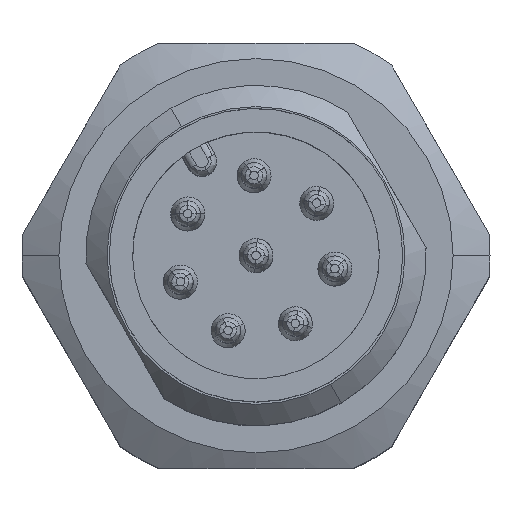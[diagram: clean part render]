
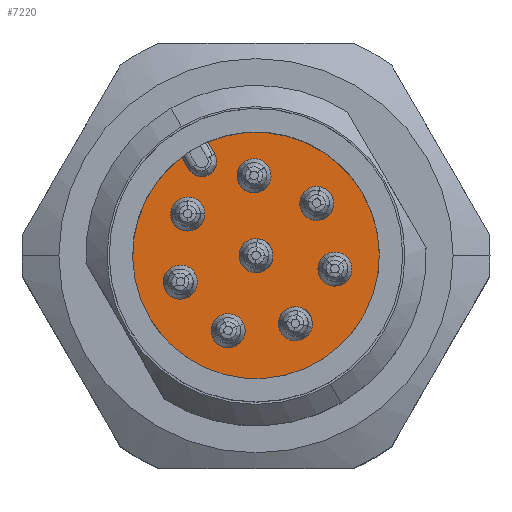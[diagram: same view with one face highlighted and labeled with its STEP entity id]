
A CAD part, top view. The second image highlights one B-rep face of the part: STEP entity #7220.
In plain terms, the highlighted planar face has unit normal (0, 0, 1).
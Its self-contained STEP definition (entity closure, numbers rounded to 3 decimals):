
#364=AXIS2_PLACEMENT_3D('Plane Axis2P3D',#361,#362,#363) ;
#6892=AXIS2_PLACEMENT_3D('Circle Axis2P3D',#6890,#6891,$) ;
#6923=AXIS2_PLACEMENT_3D('Circle Axis2P3D',#6921,#6922,$) ;
#6983=AXIS2_PLACEMENT_3D('Circle Axis2P3D',#6981,#6982,$) ;
#7058=AXIS2_PLACEMENT_3D('Circle Axis2P3D',#7056,#7057,$) ;
#7078=AXIS2_PLACEMENT_3D('Circle Axis2P3D',#7076,#7077,$) ;
#7087=AXIS2_PLACEMENT_3D('Circle Axis2P3D',#7085,#7086,$) ;
#7096=AXIS2_PLACEMENT_3D('Circle Axis2P3D',#7094,#7095,$) ;
#7105=AXIS2_PLACEMENT_3D('Circle Axis2P3D',#7103,#7104,$) ;
#7114=AXIS2_PLACEMENT_3D('Circle Axis2P3D',#7112,#7113,$) ;
#7123=AXIS2_PLACEMENT_3D('Circle Axis2P3D',#7121,#7122,$) ;
#7132=AXIS2_PLACEMENT_3D('Circle Axis2P3D',#7130,#7131,$) ;
#7141=AXIS2_PLACEMENT_3D('Circle Axis2P3D',#7139,#7140,$) ;
#7150=AXIS2_PLACEMENT_3D('Circle Axis2P3D',#7148,#7149,$) ;
#7159=AXIS2_PLACEMENT_3D('Circle Axis2P3D',#7157,#7158,$) ;
#7168=AXIS2_PLACEMENT_3D('Circle Axis2P3D',#7166,#7167,$) ;
#7177=AXIS2_PLACEMENT_3D('Circle Axis2P3D',#7175,#7176,$) ;
#7186=AXIS2_PLACEMENT_3D('Circle Axis2P3D',#7184,#7185,$) ;
#7195=AXIS2_PLACEMENT_3D('Circle Axis2P3D',#7193,#7194,$) ;
#7204=AXIS2_PLACEMENT_3D('Circle Axis2P3D',#7202,#7203,$) ;
#7213=AXIS2_PLACEMENT_3D('Circle Axis2P3D',#7211,#7212,$) ;
#361=CARTESIAN_POINT('Axis2P3D Location',(5.5,5.,15.)) ;
#6890=CARTESIAN_POINT('Axis2P3D Location',(5.5,5.,15.)) ;
#6894=CARTESIAN_POINT('Vertex',(8.011,6.45,15.)) ;
#6896=CARTESIAN_POINT('Vertex',(2.989,3.55,15.)) ;
#6921=CARTESIAN_POINT('Axis2P3D Location',(5.5,5.,15.)) ;
#6925=CARTESIAN_POINT('Vertex',(3.757,7.318,15.)) ;
#6978=CARTESIAN_POINT('Vertex',(4.364,7.668,15.)) ;
#6981=CARTESIAN_POINT('Axis2P3D Location',(5.5,5.,15.)) ;
#7049=CARTESIAN_POINT('Line Origine',(4.446,7.526,15.)) ;
#7053=CARTESIAN_POINT('Vertex',(4.528,7.383,15.)) ;
#7056=CARTESIAN_POINT('Axis2P3D Location',(4.225,7.208,15.)) ;
#7060=CARTESIAN_POINT('Vertex',(3.922,7.033,15.)) ;
#7063=CARTESIAN_POINT('Line Origine',(3.84,7.176,15.)) ;
#7076=CARTESIAN_POINT('Axis2P3D Location',(6.927,6.228,15.)) ;
#7080=CARTESIAN_POINT('Vertex',(7.005,6.62,15.)) ;
#7082=CARTESIAN_POINT('Vertex',(6.849,5.836,15.)) ;
#7085=CARTESIAN_POINT('Axis2P3D Location',(6.927,6.228,15.)) ;
#7094=CARTESIAN_POINT('Axis2P3D Location',(5.454,6.879,15.)) ;
#7098=CARTESIAN_POINT('Vertex',(5.211,7.197,15.)) ;
#7100=CARTESIAN_POINT('Vertex',(5.697,6.561,15.)) ;
#7103=CARTESIAN_POINT('Axis2P3D Location',(5.454,6.879,15.)) ;
#7112=CARTESIAN_POINT('Axis2P3D Location',(5.5,5.,15.)) ;
#7116=CARTESIAN_POINT('Vertex',(5.53,5.399,15.)) ;
#7118=CARTESIAN_POINT('Vertex',(5.47,4.601,15.)) ;
#7121=CARTESIAN_POINT('Axis2P3D Location',(5.5,5.,15.)) ;
#7130=CARTESIAN_POINT('Axis2P3D Location',(3.896,5.979,15.)) ;
#7134=CARTESIAN_POINT('Vertex',(3.496,5.974,15.)) ;
#7136=CARTESIAN_POINT('Vertex',(4.296,5.984,15.)) ;
#7139=CARTESIAN_POINT('Axis2P3D Location',(3.896,5.979,15.)) ;
#7148=CARTESIAN_POINT('Axis2P3D Location',(3.723,4.378,15.)) ;
#7152=CARTESIAN_POINT('Vertex',(3.987,4.078,15.)) ;
#7154=CARTESIAN_POINT('Vertex',(3.459,4.678,15.)) ;
#7157=CARTESIAN_POINT('Axis2P3D Location',(3.723,4.378,15.)) ;
#7166=CARTESIAN_POINT('Axis2P3D Location',(7.356,4.686,15.)) ;
#7170=CARTESIAN_POINT('Vertex',(7.628,4.393,15.)) ;
#7172=CARTESIAN_POINT('Vertex',(7.084,4.979,15.)) ;
#7175=CARTESIAN_POINT('Axis2P3D Location',(7.356,4.686,15.)) ;
#7184=CARTESIAN_POINT('Axis2P3D Location',(6.425,3.398,15.)) ;
#7188=CARTESIAN_POINT('Vertex',(6.817,3.317,15.)) ;
#7190=CARTESIAN_POINT('Vertex',(6.033,3.479,15.)) ;
#7193=CARTESIAN_POINT('Axis2P3D Location',(6.425,3.398,15.)) ;
#7202=CARTESIAN_POINT('Axis2P3D Location',(4.844,3.236,15.)) ;
#7206=CARTESIAN_POINT('Vertex',(4.479,3.073,15.)) ;
#7208=CARTESIAN_POINT('Vertex',(5.21,3.398,15.)) ;
#7211=CARTESIAN_POINT('Axis2P3D Location',(4.844,3.236,15.)) ;
#362=DIRECTION('Axis2P3D Direction',(0.,0.,-1.)) ;
#363=DIRECTION('Axis2P3D XDirection',(0.5,-0.866,0.)) ;
#6891=DIRECTION('Axis2P3D Direction',(0.,0.,-1.)) ;
#6922=DIRECTION('Axis2P3D Direction',(0.,0.,-1.)) ;
#6982=DIRECTION('Axis2P3D Direction',(0.,0.,-1.)) ;
#7050=DIRECTION('Vector Direction',(0.5,-0.866,0.)) ;
#7057=DIRECTION('Axis2P3D Direction',(0.,0.,-1.)) ;
#7064=DIRECTION('Vector Direction',(-0.5,0.866,0.)) ;
#7077=DIRECTION('Axis2P3D Direction',(0.,0.,-1.)) ;
#7086=DIRECTION('Axis2P3D Direction',(0.,0.,-1.)) ;
#7095=DIRECTION('Axis2P3D Direction',(0.,0.,-1.)) ;
#7104=DIRECTION('Axis2P3D Direction',(0.,0.,-1.)) ;
#7113=DIRECTION('Axis2P3D Direction',(0.,0.,-1.)) ;
#7122=DIRECTION('Axis2P3D Direction',(0.,0.,-1.)) ;
#7131=DIRECTION('Axis2P3D Direction',(0.,0.,-1.)) ;
#7140=DIRECTION('Axis2P3D Direction',(0.,0.,-1.)) ;
#7149=DIRECTION('Axis2P3D Direction',(0.,0.,-1.)) ;
#7158=DIRECTION('Axis2P3D Direction',(0.,0.,-1.)) ;
#7167=DIRECTION('Axis2P3D Direction',(0.,0.,-1.)) ;
#7176=DIRECTION('Axis2P3D Direction',(0.,0.,-1.)) ;
#7185=DIRECTION('Axis2P3D Direction',(0.,0.,-1.)) ;
#7194=DIRECTION('Axis2P3D Direction',(0.,0.,-1.)) ;
#7203=DIRECTION('Axis2P3D Direction',(0.,0.,-1.)) ;
#7212=DIRECTION('Axis2P3D Direction',(0.,0.,-1.)) ;
#7051=VECTOR('Line Direction',#7050,1.) ;
#7065=VECTOR('Line Direction',#7064,1.) ;
#7069=ORIENTED_EDGE('',*,*,#7055,.T.) ;
#7070=ORIENTED_EDGE('',*,*,#7062,.T.) ;
#7071=ORIENTED_EDGE('',*,*,#7067,.T.) ;
#7072=ORIENTED_EDGE('',*,*,#6927,.F.) ;
#7073=ORIENTED_EDGE('',*,*,#6898,.F.) ;
#7074=ORIENTED_EDGE('',*,*,#6985,.F.) ;
#7091=ORIENTED_EDGE('',*,*,#7084,.T.) ;
#7092=ORIENTED_EDGE('',*,*,#7089,.T.) ;
#7109=ORIENTED_EDGE('',*,*,#7102,.T.) ;
#7110=ORIENTED_EDGE('',*,*,#7107,.T.) ;
#7127=ORIENTED_EDGE('',*,*,#7120,.T.) ;
#7128=ORIENTED_EDGE('',*,*,#7125,.T.) ;
#7145=ORIENTED_EDGE('',*,*,#7138,.T.) ;
#7146=ORIENTED_EDGE('',*,*,#7143,.T.) ;
#7163=ORIENTED_EDGE('',*,*,#7156,.T.) ;
#7164=ORIENTED_EDGE('',*,*,#7161,.T.) ;
#7181=ORIENTED_EDGE('',*,*,#7174,.T.) ;
#7182=ORIENTED_EDGE('',*,*,#7179,.T.) ;
#7199=ORIENTED_EDGE('',*,*,#7192,.T.) ;
#7200=ORIENTED_EDGE('',*,*,#7197,.T.) ;
#7217=ORIENTED_EDGE('',*,*,#7210,.T.) ;
#7218=ORIENTED_EDGE('',*,*,#7215,.T.) ;
#7093=FACE_BOUND('',#7090,.T.) ;
#7111=FACE_BOUND('',#7108,.T.) ;
#7129=FACE_BOUND('',#7126,.T.) ;
#7147=FACE_BOUND('',#7144,.T.) ;
#7165=FACE_BOUND('',#7162,.T.) ;
#7183=FACE_BOUND('',#7180,.T.) ;
#7201=FACE_BOUND('',#7198,.T.) ;
#7219=FACE_BOUND('',#7216,.T.) ;
#7220=ADVANCED_FACE('Hauptkoerper',(#7075,#7093,#7111,#7129,#7147,#7165,#7183,#7201,#7219),#365,.F.) ;
#6893=CIRCLE('generated circle',#6892,2.9) ;
#6924=CIRCLE('generated circle',#6923,2.9) ;
#6984=CIRCLE('generated circle',#6983,2.9) ;
#7059=CIRCLE('generated circle',#7058,0.35) ;
#7079=CIRCLE('generated circle',#7078,0.4) ;
#7088=CIRCLE('generated circle',#7087,0.4) ;
#7097=CIRCLE('generated circle',#7096,0.4) ;
#7106=CIRCLE('generated circle',#7105,0.4) ;
#7115=CIRCLE('generated circle',#7114,0.4) ;
#7124=CIRCLE('generated circle',#7123,0.4) ;
#7133=CIRCLE('generated circle',#7132,0.4) ;
#7142=CIRCLE('generated circle',#7141,0.4) ;
#7151=CIRCLE('generated circle',#7150,0.4) ;
#7160=CIRCLE('generated circle',#7159,0.4) ;
#7169=CIRCLE('generated circle',#7168,0.4) ;
#7178=CIRCLE('generated circle',#7177,0.4) ;
#7187=CIRCLE('generated circle',#7186,0.4) ;
#7196=CIRCLE('generated circle',#7195,0.4) ;
#7205=CIRCLE('generated circle',#7204,0.4) ;
#7214=CIRCLE('generated circle',#7213,0.4) ;
#6898=EDGE_CURVE('',#6895,#6897,#6893,.T.) ;
#6927=EDGE_CURVE('',#6897,#6926,#6924,.T.) ;
#6985=EDGE_CURVE('',#6979,#6895,#6984,.T.) ;
#7055=EDGE_CURVE('',#6979,#7054,#7052,.T.) ;
#7062=EDGE_CURVE('',#7054,#7061,#7059,.T.) ;
#7067=EDGE_CURVE('',#7061,#6926,#7066,.T.) ;
#7084=EDGE_CURVE('',#7081,#7083,#7079,.T.) ;
#7089=EDGE_CURVE('',#7083,#7081,#7088,.T.) ;
#7102=EDGE_CURVE('',#7099,#7101,#7097,.T.) ;
#7107=EDGE_CURVE('',#7101,#7099,#7106,.T.) ;
#7120=EDGE_CURVE('',#7117,#7119,#7115,.T.) ;
#7125=EDGE_CURVE('',#7119,#7117,#7124,.T.) ;
#7138=EDGE_CURVE('',#7135,#7137,#7133,.T.) ;
#7143=EDGE_CURVE('',#7137,#7135,#7142,.T.) ;
#7156=EDGE_CURVE('',#7153,#7155,#7151,.T.) ;
#7161=EDGE_CURVE('',#7155,#7153,#7160,.T.) ;
#7174=EDGE_CURVE('',#7171,#7173,#7169,.T.) ;
#7179=EDGE_CURVE('',#7173,#7171,#7178,.T.) ;
#7192=EDGE_CURVE('',#7189,#7191,#7187,.T.) ;
#7197=EDGE_CURVE('',#7191,#7189,#7196,.T.) ;
#7210=EDGE_CURVE('',#7207,#7209,#7205,.T.) ;
#7215=EDGE_CURVE('',#7209,#7207,#7214,.T.) ;
#7068=EDGE_LOOP('',(#7069,#7070,#7071,#7072,#7073,#7074)) ;
#7090=EDGE_LOOP('',(#7091,#7092)) ;
#7108=EDGE_LOOP('',(#7109,#7110)) ;
#7126=EDGE_LOOP('',(#7127,#7128)) ;
#7144=EDGE_LOOP('',(#7145,#7146)) ;
#7162=EDGE_LOOP('',(#7163,#7164)) ;
#7180=EDGE_LOOP('',(#7181,#7182)) ;
#7198=EDGE_LOOP('',(#7199,#7200)) ;
#7216=EDGE_LOOP('',(#7217,#7218)) ;
#7075=FACE_OUTER_BOUND('',#7068,.T.) ;
#7052=LINE('Line',#7049,#7051) ;
#7066=LINE('Line',#7063,#7065) ;
#365=PLANE('',#364) ;
#6895=VERTEX_POINT('',#6894) ;
#6897=VERTEX_POINT('',#6896) ;
#6926=VERTEX_POINT('',#6925) ;
#6979=VERTEX_POINT('',#6978) ;
#7054=VERTEX_POINT('',#7053) ;
#7061=VERTEX_POINT('',#7060) ;
#7081=VERTEX_POINT('',#7080) ;
#7083=VERTEX_POINT('',#7082) ;
#7099=VERTEX_POINT('',#7098) ;
#7101=VERTEX_POINT('',#7100) ;
#7117=VERTEX_POINT('',#7116) ;
#7119=VERTEX_POINT('',#7118) ;
#7135=VERTEX_POINT('',#7134) ;
#7137=VERTEX_POINT('',#7136) ;
#7153=VERTEX_POINT('',#7152) ;
#7155=VERTEX_POINT('',#7154) ;
#7171=VERTEX_POINT('',#7170) ;
#7173=VERTEX_POINT('',#7172) ;
#7189=VERTEX_POINT('',#7188) ;
#7191=VERTEX_POINT('',#7190) ;
#7207=VERTEX_POINT('',#7206) ;
#7209=VERTEX_POINT('',#7208) ;
